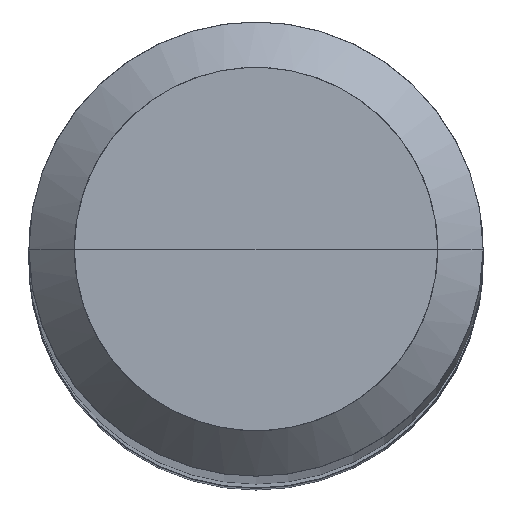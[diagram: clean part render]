
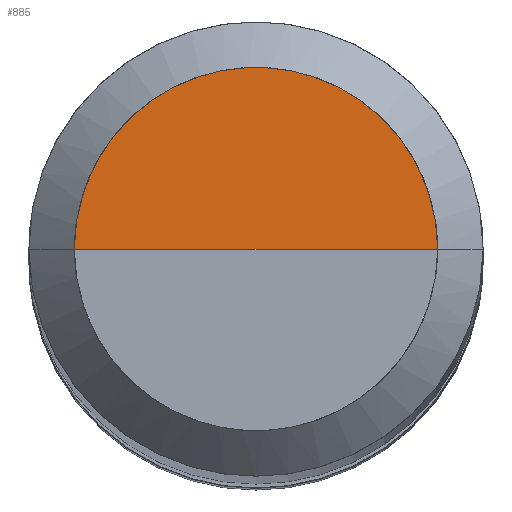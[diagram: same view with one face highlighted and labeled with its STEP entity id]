
A CAD part, top view. The second image highlights one B-rep face of the part: STEP entity #885.
In plain terms, the highlighted free-form (B-spline) face has degree [1, 2] with [2, 5] control points.
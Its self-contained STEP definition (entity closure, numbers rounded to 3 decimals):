
#597=CARTESIAN_POINT('',(4.0,0.0,100.0));
#598=CARTESIAN_POINT('',(4.0,4.0,100.0));
#599=CARTESIAN_POINT('',(0.0,4.0,100.0));
#600=CARTESIAN_POINT('',(-4.0,4.0,100.0));
#601=CARTESIAN_POINT('',(-4.0,0.0,100.0));
#602=CARTESIAN_POINT('',(0.0,0.0,100.0));
#870=(
BOUNDED_SURFACE()
B_SPLINE_SURFACE(1,2,(
(#597,#598,#599,#600,#601),
(#602,#602,#602,#602,#602)
), .UNSPECIFIED.,.F.,.F.,.F.)
B_SPLINE_SURFACE_WITH_KNOTS((2,2),(3,2,3),(
0.0,1.0),(
0.0,0.5,1.0), .UNSPECIFIED.)
GEOMETRIC_REPRESENTATION_ITEM()
RATIONAL_B_SPLINE_SURFACE(((1.0,0.707,1.0,0.707,1.0),
(1.0,0.707,1.0,0.707,1.0)
))
REPRESENTATION_ITEM('')
SURFACE()
);
#871=(
BOUNDED_CURVE()
B_SPLINE_CURVE(2,(#601,#600,#599,#598,#597),.UNSPECIFIED.,.F.,.F.)
B_SPLINE_CURVE_WITH_KNOTS((3,2,3),
(0.0,0.5,1.0),.UNSPECIFIED.)
CURVE()
GEOMETRIC_REPRESENTATION_ITEM()
RATIONAL_B_SPLINE_CURVE((1.0,0.707,1.0,0.707,1.0))
REPRESENTATION_ITEM('')
);
#872=(
BOUNDED_CURVE()
B_SPLINE_CURVE(1,(#597,#602),.UNSPECIFIED.,.F.,.F.)
B_SPLINE_CURVE_WITH_KNOTS((2,2),
(0.0,1.0),.UNSPECIFIED.)
CURVE()
GEOMETRIC_REPRESENTATION_ITEM()
RATIONAL_B_SPLINE_CURVE((1.0,1.0))
REPRESENTATION_ITEM('')
);
#873=(
BOUNDED_CURVE()
B_SPLINE_CURVE(1,(#602,#601),.UNSPECIFIED.,.F.,.F.)
B_SPLINE_CURVE_WITH_KNOTS((2,2),
(0.0,1.0),.UNSPECIFIED.)
CURVE()
GEOMETRIC_REPRESENTATION_ITEM()
RATIONAL_B_SPLINE_CURVE((1.0,1.0))
REPRESENTATION_ITEM('')
);
#874=VERTEX_POINT('',#597);
#875=VERTEX_POINT('',#601);
#876=VERTEX_POINT('',#602);
#877=EDGE_CURVE('',#875,#874,#871,.T.);
#878=EDGE_CURVE('',#874,#876,#872,.T.);
#879=EDGE_CURVE('',#876,#875,#873,.T.);
#880=ORIENTED_EDGE('',*,*,#877,.T.);
#881=ORIENTED_EDGE('',*,*,#878,.T.);
#882=ORIENTED_EDGE('',*,*,#879,.T.);
#883=EDGE_LOOP('',(#880,#881,#882));
#884=FACE_OUTER_BOUND('',#883,.T.);
#885=ADVANCED_FACE('',(#884),#870,.T.);
